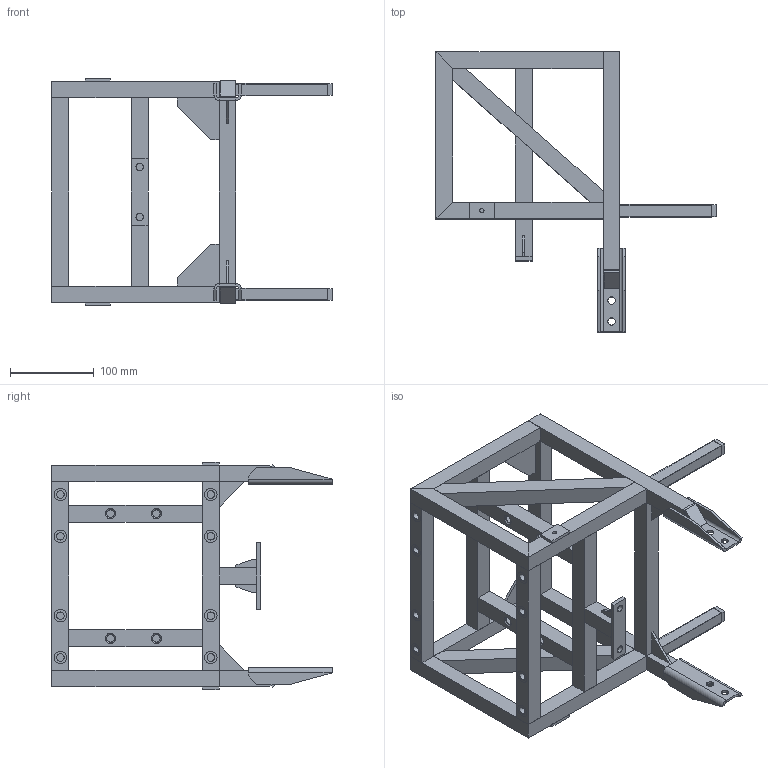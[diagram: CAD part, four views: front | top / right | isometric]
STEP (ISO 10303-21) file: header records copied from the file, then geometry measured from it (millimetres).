
FILE_DESCRIPTION (( 'STEP AP203' ), '1' );
FILE_NAME ('Rama ko³a lewa.STEP', '2019-02-13T12:52:27', ( '' ), ( '' ), 'SwSTEP 2.0', 'SolidWorks 2017', '' );
FILE_SCHEMA (( 'CONFIG_CONTROL_DESIGN' ));
Length unit declared in the file: millimetre
Products named in the file (1): Rama ko豉 lewa
Bounding box: 335 x 335 x 272 mm (x, y, z)
Volume: 638087.9 mm3; surface area: 638515.6 mm2
Topology: 44 solids, 44 shells, 458 faces, 1082 edges, 708 vertices
Faces by surface type: plane 350, cylinder 100, cone 8
Entity records: 13261 total; most frequent: CARTESIAN_POINT 2249, DIRECTION 2208, ORIENTED_EDGE 2164, EDGE_CURVE 1082, VECTOR 874, LINE 874, VERTEX_POINT 708, AXIS2_PLACEMENT_3D 667
